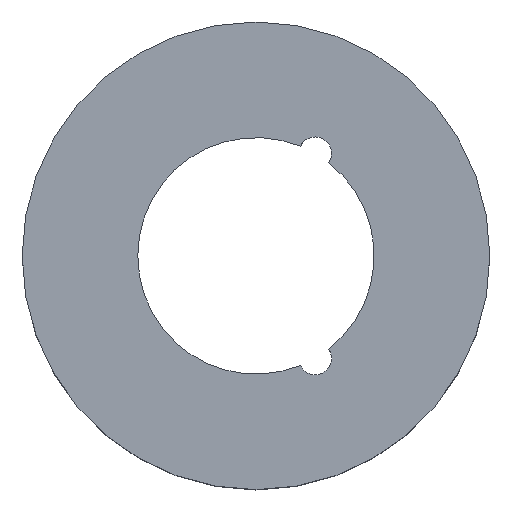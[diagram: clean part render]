
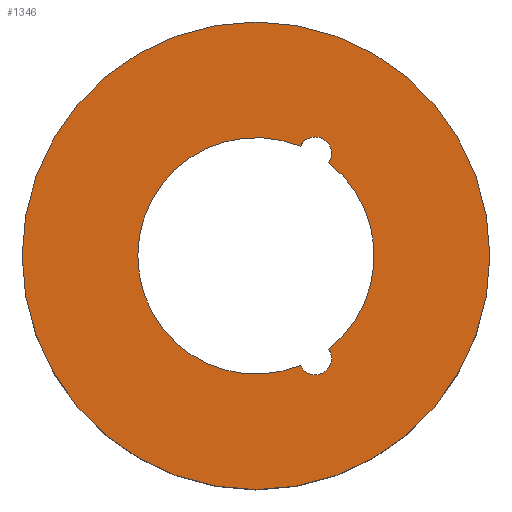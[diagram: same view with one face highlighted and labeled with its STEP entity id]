
A CAD part, top view. The second image highlights one B-rep face of the part: STEP entity #1346.
In plain terms, the highlighted planar face has unit normal (0, 0, 1).
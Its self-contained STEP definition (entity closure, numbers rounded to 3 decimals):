
#1 = EDGE_CURVE ( 'NONE', #4321, #4945, #4280, .T. ) ;
#5 = ORIENTED_EDGE ( 'NONE', *, *, #4049, .T. ) ;
#55 = DIRECTION ( 'NONE',  ( 0., 0., -1. ) ) ;
#156 = CARTESIAN_POINT ( 'NONE',  ( 5.407, 13.355, 22. ) ) ;
#204 = CARTESIAN_POINT ( 'NONE',  ( -14.408, 0., 22. ) ) ;
#290 = CARTESIAN_POINT ( 'NONE',  ( 28.5, 0., 22. ) ) ;
#293 = CIRCLE ( 'NONE', #5976, 14.408 ) ;
#414 = CARTESIAN_POINT ( 'NONE',  ( 8.863, -11.36, 22. ) ) ;
#462 = DIRECTION ( 'NONE',  ( 1., 0., 0. ) ) ;
#470 = EDGE_CURVE ( 'NONE', #6167, #615, #2911, .T. ) ;
#544 = AXIS2_PLACEMENT_3D ( 'NONE', #2891, #3215, #462 ) ;
#610 = CARTESIAN_POINT ( 'NONE',  ( 5.757, 14.07, 22. ) ) ;
#615 = VERTEX_POINT ( 'NONE', #2241 ) ;
#778 = CARTESIAN_POINT ( 'NONE',  ( 0., 0., 22. ) ) ;
#856 = DIRECTION ( 'NONE',  ( -1., 0., 0. ) ) ;
#945 = VERTEX_POINT ( 'NONE', #414 ) ;
#982 = CARTESIAN_POINT ( 'NONE',  ( 5.407, -13.355, 22. ) ) ;
#1032 = CARTESIAN_POINT ( 'NONE',  ( 0., 0., 22. ) ) ;
#1038 = AXIS2_PLACEMENT_3D ( 'NONE', #778, #4654, #4623 ) ;
#1259 = EDGE_CURVE ( 'NONE', #615, #3293, #2769, .T. ) ;
#1346 = ADVANCED_FACE ( 'NONE', ( #4663, #2227 ), #2737, .T. ) ;
#1386 = ORIENTED_EDGE ( 'NONE', *, *, #1516, .T. ) ;
#1516 = EDGE_CURVE ( 'NONE', #945, #6048, #3415, .T. ) ;
#1520 = CARTESIAN_POINT ( 'NONE',  ( 5.956, -14.476, 22. ) ) ;
#1532 = CARTESIAN_POINT ( 'NONE',  ( 0., 0., 22. ) ) ;
#1892 = VERTEX_POINT ( 'NONE', #2574 ) ;
#2005 = DIRECTION ( 'NONE',  ( -1., 0., 0. ) ) ;
#2085 = DIRECTION ( 'NONE',  ( 1., 0., 0. ) ) ;
#2227 = FACE_OUTER_BOUND ( 'NONE', #3466, .T. ) ;
#2241 = CARTESIAN_POINT ( 'NONE',  ( 5.407, 13.355, 22. ) ) ;
#2247 = ORIENTED_EDGE ( 'NONE', *, *, #6069, .T. ) ;
#2444 = CARTESIAN_POINT ( 'NONE',  ( 8.214, -14.227, 22. ) ) ;
#2508 = CARTESIAN_POINT ( 'NONE',  ( 7.143, -14.845, 22. ) ) ;
#2574 = CARTESIAN_POINT ( 'NONE',  ( 8.863, 11.36, 22. ) ) ;
#2699 = ORIENTED_EDGE ( 'NONE', *, *, #5962, .T. ) ;
#2737 = PLANE ( 'NONE',  #544 ) ;
#2769 =( BOUNDED_CURVE ( )  B_SPLINE_CURVE ( 3, ( #156, #610, #4514, #4483 ),
 .UNSPECIFIED., .F., .F. ) 
 B_SPLINE_CURVE_WITH_KNOTS ( ( 4, 4 ),
 ( 4.644, 5.764 ),
 .UNSPECIFIED. ) 
 CURVE ( )  GEOMETRIC_REPRESENTATION_ITEM ( )  RATIONAL_B_SPLINE_CURVE ( ( 1., 0.898, 0.898, 1. ) ) 
 REPRESENTATION_ITEM ( '' )  );
#2891 = CARTESIAN_POINT ( 'NONE',  ( 0., 0., 22. ) ) ;
#2899 = CARTESIAN_POINT ( 'NONE',  ( 7.221, 14.493, 22. ) ) ;
#2911 = CIRCLE ( 'NONE', #3916, 14.408 ) ;
#3046 = DIRECTION ( 'NONE',  ( 0., 0., 1. ) ) ;
#3176 = CIRCLE ( 'NONE', #6209, 14.408 ) ;
#3184 = CARTESIAN_POINT ( 'NONE',  ( 0., 0., 22. ) ) ;
#3188 = CARTESIAN_POINT ( 'NONE',  ( 7.221, 14.493, 22. ) ) ;
#3215 = DIRECTION ( 'NONE',  ( 0., 0., 1. ) ) ;
#3293 = VERTEX_POINT ( 'NONE', #3188 ) ;
#3332 = ORIENTED_EDGE ( 'NONE', *, *, #470, .T. ) ;
#3415 =( BOUNDED_CURVE ( )  B_SPLINE_CURVE ( 3, ( #4880, #3420, #5345, #2444, #2508, #1520, #4947 ),
 .UNSPECIFIED., .F., .F. ) 
 B_SPLINE_CURVE_WITH_KNOTS ( ( 4, 3, 4 ),
 ( 4.644, 6.283, 7.923 ),
 .UNSPECIFIED. ) 
 CURVE ( )  GEOMETRIC_REPRESENTATION_ITEM ( )  RATIONAL_B_SPLINE_CURVE ( ( 1., 0.788, 0.788, 1., 0.788, 0.788, 1. ) ) 
 REPRESENTATION_ITEM ( '' )  );
#3418 = EDGE_LOOP ( 'NONE', ( #1386, #2699, #3332, #3955, #2247, #3419 ) ) ;
#3419 = ORIENTED_EDGE ( 'NONE', *, *, #3436, .T. ) ;
#3420 = CARTESIAN_POINT ( 'NONE',  ( 9.559, -12.396, 22. ) ) ;
#3436 = EDGE_CURVE ( 'NONE', #1892, #945, #293, .T. ) ;
#3466 = EDGE_LOOP ( 'NONE', ( #5, #6008 ) ) ;
#3666 = CARTESIAN_POINT ( 'NONE',  ( 0., 0., 22. ) ) ;
#3683 = AXIS2_PLACEMENT_3D ( 'NONE', #1032, #3046, #2085 ) ;
#3916 = AXIS2_PLACEMENT_3D ( 'NONE', #3666, #5983, #6043 ) ;
#3955 = ORIENTED_EDGE ( 'NONE', *, *, #1259, .T. ) ;
#4049 = EDGE_CURVE ( 'NONE', #4945, #4321, #6211, .T. ) ;
#4280 = CIRCLE ( 'NONE', #1038, 28.5 ) ;
#4321 = VERTEX_POINT ( 'NONE', #290 ) ;
#4483 = CARTESIAN_POINT ( 'NONE',  ( 7.221, 14.493, 22. ) ) ;
#4514 = CARTESIAN_POINT ( 'NONE',  ( 6.43, 14.493, 22. ) ) ;
#4623 = DIRECTION ( 'NONE',  ( 1., 0., 0. ) ) ;
#4654 = DIRECTION ( 'NONE',  ( 0., 0., 1. ) ) ;
#4663 = FACE_BOUND ( 'NONE', #3418, .T. ) ;
#4880 = CARTESIAN_POINT ( 'NONE',  ( 8.863, -11.36, 22. ) ) ;
#4945 = VERTEX_POINT ( 'NONE', #5433 ) ;
#4947 = CARTESIAN_POINT ( 'NONE',  ( 5.407, -13.355, 22. ) ) ;
#5170 = DIRECTION ( 'NONE',  ( 0., 0., -1. ) ) ;
#5290 = CARTESIAN_POINT ( 'NONE',  ( 8.863, 11.36, 22. ) ) ;
#5345 = CARTESIAN_POINT ( 'NONE',  ( 9.285, -13.609, 22. ) ) ;
#5393 = CARTESIAN_POINT ( 'NONE',  ( 9.885, 12.881, 22. ) ) ;
#5433 = CARTESIAN_POINT ( 'NONE',  ( -28.5, 0., 22. ) ) ;
#5803 = CARTESIAN_POINT ( 'NONE',  ( 9.04, 14.493, 22. ) ) ;
#5962 = EDGE_CURVE ( 'NONE', #6048, #6167, #3176, .T. ) ;
#5976 = AXIS2_PLACEMENT_3D ( 'NONE', #1532, #55, #2005 ) ;
#5983 = DIRECTION ( 'NONE',  ( 0., 0., -1. ) ) ;
#6008 = ORIENTED_EDGE ( 'NONE', *, *, #1, .T. ) ;
#6034 =( BOUNDED_CURVE ( )  B_SPLINE_CURVE ( 3, ( #2899, #5803, #5393, #5290 ),
 .UNSPECIFIED., .F., .T. ) 
 B_SPLINE_CURVE_WITH_KNOTS ( ( 4, 4 ),
 ( 5.764, 7.923 ),
 .UNSPECIFIED. ) 
 CURVE ( )  GEOMETRIC_REPRESENTATION_ITEM ( )  RATIONAL_B_SPLINE_CURVE ( ( 1., 0.648, 0.648, 1. ) ) 
 REPRESENTATION_ITEM ( '' )  );
#6043 = DIRECTION ( 'NONE',  ( -1., 0., 0. ) ) ;
#6048 = VERTEX_POINT ( 'NONE', #982 ) ;
#6069 = EDGE_CURVE ( 'NONE', #3293, #1892, #6034, .T. ) ;
#6167 = VERTEX_POINT ( 'NONE', #204 ) ;
#6209 = AXIS2_PLACEMENT_3D ( 'NONE', #3184, #5170, #856 ) ;
#6211 = CIRCLE ( 'NONE', #3683, 28.5 ) ;
